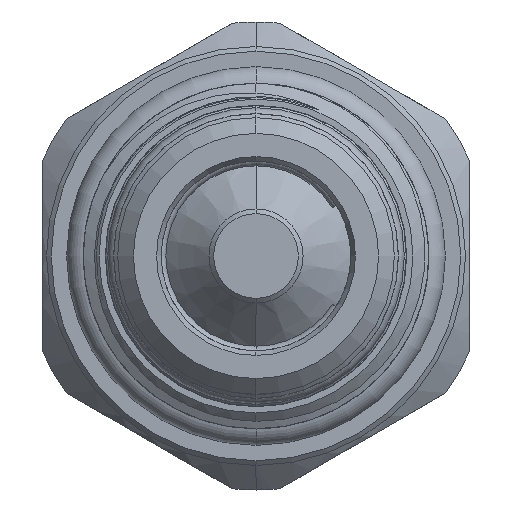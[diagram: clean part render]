
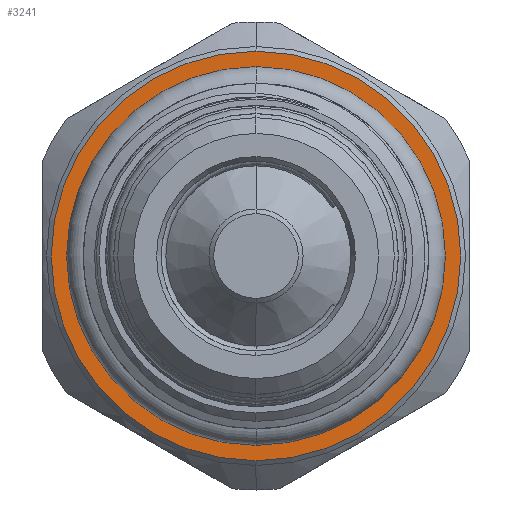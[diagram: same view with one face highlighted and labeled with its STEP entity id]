
A CAD part, left-side view. The second image highlights one B-rep face of the part: STEP entity #3241.
In plain terms, the highlighted planar face has unit normal (-1, 0, 0).
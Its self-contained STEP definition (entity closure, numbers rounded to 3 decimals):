
#1831 = CARTESIAN_POINT ( 'NONE',  ( 49., 0., 0. ) ) ;
#1832 = DIRECTION ( 'NONE',  ( 1., 0., 0. ) ) ;
#1833 = DIRECTION ( 'NONE',  ( 0., 0., -1. ) ) ;
#1898 = CARTESIAN_POINT ( 'NONE',  ( 49., 0., 0. ) ) ;
#1899 = DIRECTION ( 'NONE',  ( -1., 0., 0. ) ) ;
#1900 = DIRECTION ( 'NONE',  ( 0., 0., -1. ) ) ;
#2578 = CIRCLE ( 'NONE', #6742, 12.95 ) ;
#2587 = CIRCLE ( 'NONE', #6693, 9.96 ) ;
#2706 = CIRCLE ( 'NONE', #6720, 9.96 ) ;
#2772 = CIRCLE ( 'NONE', #6355, 12.95 ) ;
#2883 = FACE_BOUND ( 'NONE', #3618, .T. ) ;
#2889 = FACE_OUTER_BOUND ( 'NONE', #3582, .T. ) ;
#3049 = DIRECTION ( 'NONE',  ( 0., 0., -1. ) ) ;
#3051 = PLANE ( 'NONE',  #6293 ) ;
#3053 = CARTESIAN_POINT ( 'NONE',  ( 49., 9.46, 0. ) ) ;
#3056 = DIRECTION ( 'NONE',  ( 1., 0., 0. ) ) ;
#3241 = ADVANCED_FACE ( 'NONE', ( #2889, #2883 ), #3051, .F. ) ;
#3582 = EDGE_LOOP ( 'NONE', ( #7068, #7283 ) ) ;
#3618 = EDGE_LOOP ( 'NONE', ( #7280, #7136 ) ) ;
#3809 = VERTEX_POINT ( 'NONE', #4261 ) ;
#3836 = VERTEX_POINT ( 'NONE', #4226 ) ;
#3885 = VERTEX_POINT ( 'NONE', #4200 ) ;
#3917 = VERTEX_POINT ( 'NONE', #4189 ) ;
#4128 = DIRECTION ( 'NONE',  ( 0., 0., -1. ) ) ;
#4129 = DIRECTION ( 'NONE',  ( -1., 0., 0. ) ) ;
#4130 = CARTESIAN_POINT ( 'NONE',  ( 49., 0., 0. ) ) ;
#4189 = CARTESIAN_POINT ( 'NONE',  ( 49., 0., 12.95 ) ) ;
#4200 = CARTESIAN_POINT ( 'NONE',  ( 49., 0., -9.96 ) ) ;
#4226 = CARTESIAN_POINT ( 'NONE',  ( 49., 0., -12.95 ) ) ;
#4261 = CARTESIAN_POINT ( 'NONE',  ( 49., 0., 9.96 ) ) ;
#4513 = EDGE_CURVE ( 'NONE', #3917, #3836, #2772, .T. ) ;
#4600 = EDGE_CURVE ( 'NONE', #3809, #3885, #2706, .T. ) ;
#5974 = EDGE_CURVE ( 'NONE', #3885, #3809, #2587, .T. ) ;
#5985 = EDGE_CURVE ( 'NONE', #3836, #3917, #2578, .T. ) ;
#6293 = AXIS2_PLACEMENT_3D ( 'NONE', #3053, #3056, #3049 ) ;
#6355 = AXIS2_PLACEMENT_3D ( 'NONE', #4130, #4129, #4128 ) ;
#6693 = AXIS2_PLACEMENT_3D ( 'NONE', #1831, #1832, #1833 ) ;
#6720 = AXIS2_PLACEMENT_3D ( 'NONE', #7939, #7940, #7941 ) ;
#6742 = AXIS2_PLACEMENT_3D ( 'NONE', #1898, #1899, #1900 ) ;
#7068 = ORIENTED_EDGE ( 'NONE', *, *, #5985, .T. ) ;
#7136 = ORIENTED_EDGE ( 'NONE', *, *, #4600, .T. ) ;
#7280 = ORIENTED_EDGE ( 'NONE', *, *, #5974, .T. ) ;
#7283 = ORIENTED_EDGE ( 'NONE', *, *, #4513, .T. ) ;
#7939 = CARTESIAN_POINT ( 'NONE',  ( 49., 0., 0. ) ) ;
#7940 = DIRECTION ( 'NONE',  ( 1., 0., 0. ) ) ;
#7941 = DIRECTION ( 'NONE',  ( 0., 0., -1. ) ) ;
